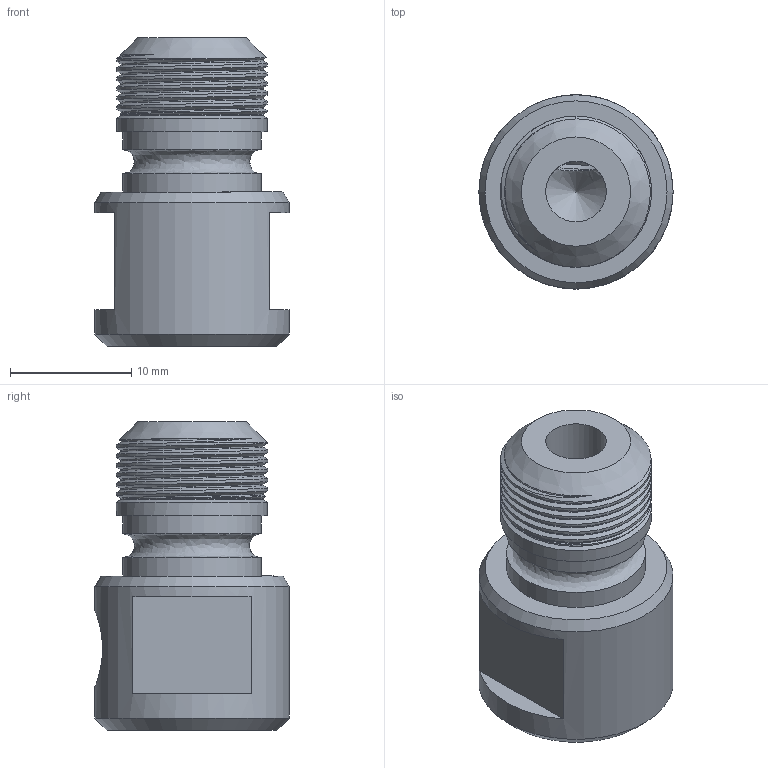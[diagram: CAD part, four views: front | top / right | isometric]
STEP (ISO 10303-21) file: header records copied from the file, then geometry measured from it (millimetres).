
FILE_DESCRIPTION(('FreeCAD Model'),'2;1');
FILE_NAME('Lathe_0.step', '2019-03-28T11:36:42',('Author'),(''), 'Open CASCADE STEP processor 7.1','FreeCAD','Unknown');
FILE_SCHEMA(('AUTOMOTIVE_DESIGN { 1 0 10303 214 1 1 1 1 }'));
Length unit declared in the file: millimetre
Products named in the file (1): Lathe_0
Bounding box: 16 x 16 x 25.4 mm (x, y, z)
Volume: 3153.4 mm3; surface area: 2060.4 mm2
Topology: 1 solids, 1 shells, 67 faces, 182 edges, 120 vertices
Faces by surface type: bspline 39, plane 12, cylinder 8, cone 6, torus 1, revolution 1
Full cylindrical faces by diameter (mm): 5 x1, 11.446 x2, 12.446 x1, 16 x1
Entity records: 18870 total; most frequent: CARTESIAN_POINT 15985, ORIENTED_EDGE 362, PCURVE 362, DEFINITIONAL_REPRESENTATION 362, B_SPLINE_CURVE_WITH_KNOTS 338, DIRECTION 274, EDGE_CURVE 181, SURFACE_CURVE 170
